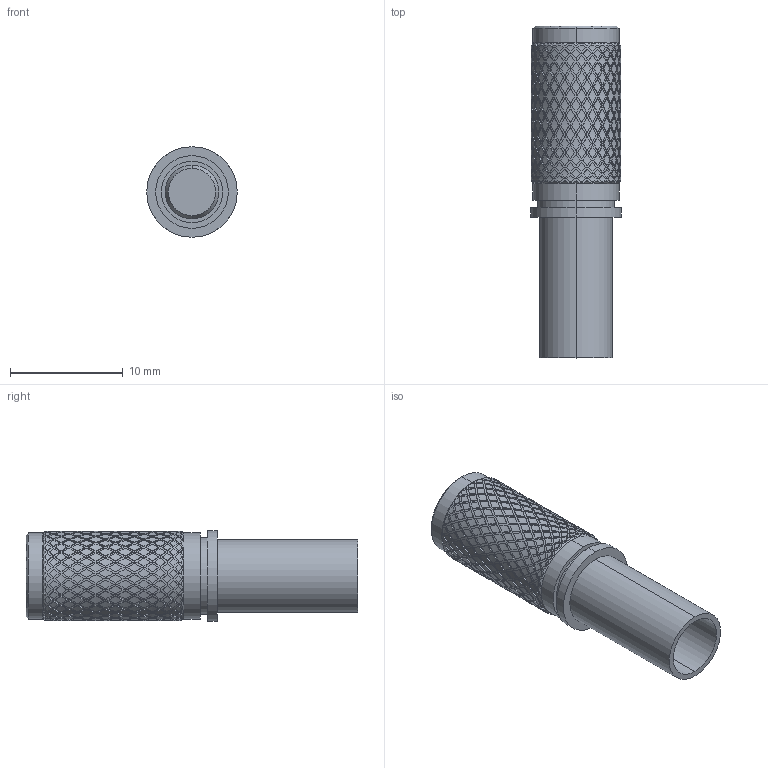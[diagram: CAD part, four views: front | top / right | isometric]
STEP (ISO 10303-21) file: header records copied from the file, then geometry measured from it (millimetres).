
FILE_DESCRIPTION((''),'2;1');
FILE_NAME('2','2021-09-09T',('Administrator'),(''),'PRO/ENGINEER BY PARAMETRIC TECHNOLOGY CORPORATION, 2012090','PRO/ENGINEER BY PARAMETRIC TECHNOLOGY CORPORATION, 2012090','');
FILE_SCHEMA(('CONFIG_CONTROL_DESIGN'));
Products named in the file (1): 2
Bounding box: 8.05 x 29.5 x 8.05 mm (x, y, z)
Volume: 912.2 mm3; surface area: 1781 mm2
Topology: 1 solids, 3 shells, 3555 faces, 8573 edges, 5035 vertices
Faces by surface type: bspline 2708, cylinder 591, plane 149, cone 103, torus 4
Entity records: 226941 total; most frequent: CARTESIAN_POINT 166788, ORIENTED_EDGE 17146, EDGE_CURVE 8573, B_SPLINE_CURVE_WITH_KNOTS 6808, VERTEX_POINT 5035, DIRECTION 3922, EDGE_LOOP 3570, FACE_OUTER_BOUND 3555
